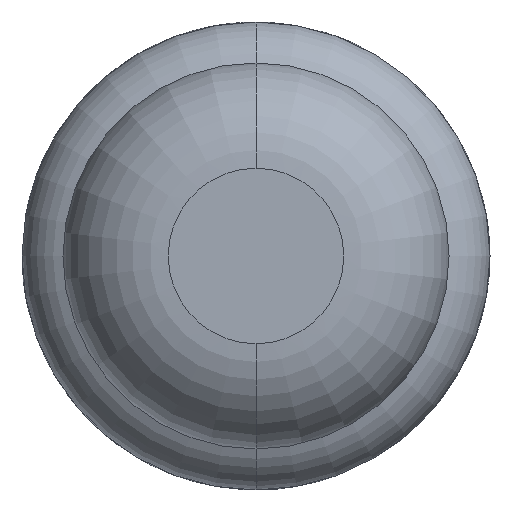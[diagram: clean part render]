
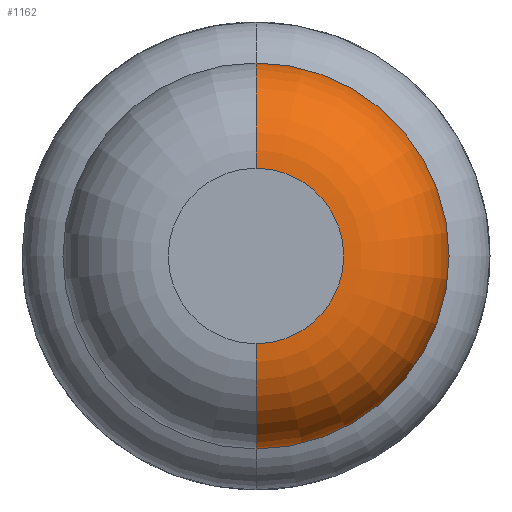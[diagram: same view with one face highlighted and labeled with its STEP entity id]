
A CAD part, front view. The second image highlights one B-rep face of the part: STEP entity #1162.
In plain terms, the highlighted toroidal (fillet/blend) face has major radius 0.375 mm and minor radius 0.45 mm.
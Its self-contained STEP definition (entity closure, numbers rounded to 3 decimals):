
#46 = CARTESIAN_POINT ( 'NONE',  ( 0., -23.55, 0. ) ) ;
#224 = TOROIDAL_SURFACE ( 'NONE', #3765, 0.375, 0.45 ) ;
#259 = VERTEX_POINT ( 'NONE', #691 ) ;
#472 = AXIS2_PLACEMENT_3D ( 'NONE', #2579, #1067, #3425 ) ;
#552 = CARTESIAN_POINT ( 'NONE',  ( 0., -24., 0. ) ) ;
#691 = CARTESIAN_POINT ( 'NONE',  ( 0., -23.55, 0.825 ) ) ;
#798 = VERTEX_POINT ( 'NONE', #2575 ) ;
#845 = DIRECTION ( 'NONE',  ( 1., 0., 0. ) ) ;
#966 = DIRECTION ( 'NONE',  ( 0., 1., 0. ) ) ;
#1067 = DIRECTION ( 'NONE',  ( -1., 0., 0. ) ) ;
#1074 = AXIS2_PLACEMENT_3D ( 'NONE', #552, #2039, #2324 ) ;
#1098 = ORIENTED_EDGE ( 'NONE', *, *, #3587, .F. ) ;
#1162 = ADVANCED_FACE ( 'Defeature ausgef�hrt1_6', ( #2476 ), #224, .T. ) ;
#1295 = CARTESIAN_POINT ( 'NONE',  ( 0., -23.55, 0. ) ) ;
#1404 = ORIENTED_EDGE ( 'NONE', *, *, #2715, .T. ) ;
#1499 = CIRCLE ( 'NONE', #3409, 0.45 ) ;
#1701 = CARTESIAN_POINT ( 'NONE',  ( 0., -23.55, -0.825 ) ) ;
#2012 = AXIS2_PLACEMENT_3D ( 'NONE', #1295, #966, #3305 ) ;
#2039 = DIRECTION ( 'NONE',  ( 0., 1., 0. ) ) ;
#2224 = CIRCLE ( 'NONE', #2012, 0.825 ) ;
#2324 = DIRECTION ( 'NONE',  ( 0., 0., 1. ) ) ;
#2419 = VERTEX_POINT ( 'NONE', #3031 ) ;
#2476 = FACE_OUTER_BOUND ( 'NONE', #3015, .T. ) ;
#2575 = CARTESIAN_POINT ( 'NONE',  ( 0., -24., 0.375 ) ) ;
#2579 = CARTESIAN_POINT ( 'NONE',  ( 0., -23.55, 0.375 ) ) ;
#2656 = VERTEX_POINT ( 'NONE', #1701 ) ;
#2715 = EDGE_CURVE ( 'NONE', #2419, #2656, #1499, .T. ) ;
#2901 = ORIENTED_EDGE ( 'NONE', *, *, #3366, .T. ) ;
#2981 = CIRCLE ( 'NONE', #472, 0.45 ) ;
#3015 = EDGE_LOOP ( 'NONE', ( #2901, #1404, #1098, #3580 ) ) ;
#3031 = CARTESIAN_POINT ( 'NONE',  ( 0., -24., -0.375 ) ) ;
#3045 = DIRECTION ( 'NONE',  ( 0., 0., 1. ) ) ;
#3205 = CARTESIAN_POINT ( 'NONE',  ( 0., -23.55, -0.375 ) ) ;
#3237 = EDGE_CURVE ( 'NONE', #798, #259, #2981, .T. ) ;
#3305 = DIRECTION ( 'NONE',  ( 0., 0., 1. ) ) ;
#3338 = DIRECTION ( 'NONE',  ( 0., 1., 0. ) ) ;
#3366 = EDGE_CURVE ( 'Defeature ausgef�hrt1_6+Defeature ausgef�hrt1_5+Defeature ausgef�hrt1_5+Defeature ausgef�hrt1_5', #798, #2419, #3533, .T. ) ;
#3409 = AXIS2_PLACEMENT_3D ( 'NONE', #3205, #845, #3763 ) ;
#3425 = DIRECTION ( 'NONE',  ( 0., 0., 1. ) ) ;
#3533 = CIRCLE ( 'NONE', #1074, 0.375 ) ;
#3580 = ORIENTED_EDGE ( 'NONE', *, *, #3237, .F. ) ;
#3587 = EDGE_CURVE ( 'Defeature ausgef�hrt1_7+Defeature ausgef�hrt1_6+Defeature ausgef�hrt1_6+Defeature ausgef�hrt1_6', #259, #2656, #2224, .T. ) ;
#3763 = DIRECTION ( 'NONE',  ( 0., 0., -1. ) ) ;
#3765 = AXIS2_PLACEMENT_3D ( 'NONE', #46, #3338, #3045 ) ;
